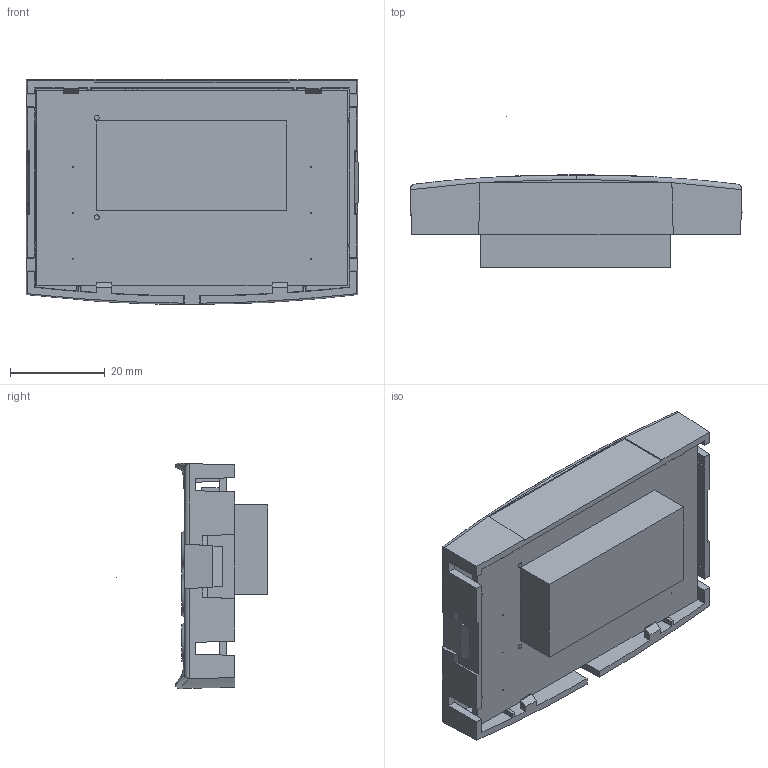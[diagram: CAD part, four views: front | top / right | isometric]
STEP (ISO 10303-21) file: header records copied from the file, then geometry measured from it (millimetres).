
FILE_DESCRIPTION (( 'STEP AP214' ), '1' );
FILE_NAME ('SSW07-08-HMI-REM.STEP', '2019-10-15T18:41:08', ( '' ), ( '' ), 'SwSTEP 2.0', 'SolidWorks 2017', '' );
FILE_SCHEMA (( 'AUTOMOTIVE_DESIGN' ));
Length unit declared in the file: inch
Products named in the file (1): SSW07-08-HMI-REM
Bounding box: 69.95 x 31.99 x 47.45 mm (x, y, z)
Volume: 18419.4 mm3; surface area: 22477.5 mm2
Topology: 17 solids, 17 shells, 464 faces, 1268 edges, 841 vertices
Faces by surface type: plane 291, cylinder 122, cone 38, bspline 13
Entity records: 16046 total; most frequent: CARTESIAN_POINT 3515, ORIENTED_EDGE 2536, DIRECTION 2414, EDGE_CURVE 1268, VECTOR 888, LINE 888, VERTEX_POINT 841, AXIS2_PLACEMENT_3D 763
